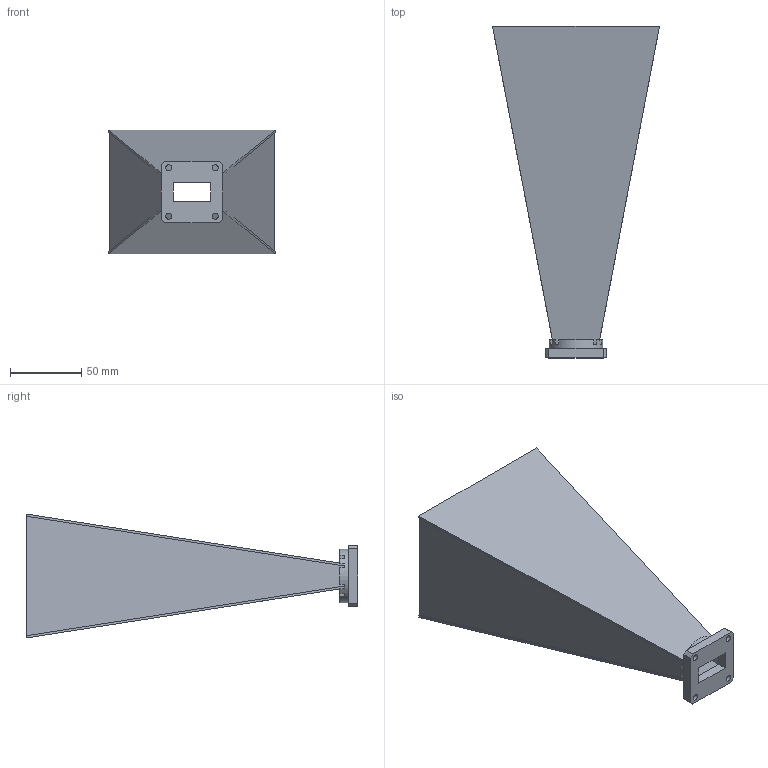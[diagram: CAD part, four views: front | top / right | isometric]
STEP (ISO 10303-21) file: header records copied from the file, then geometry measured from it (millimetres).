
FILE_DESCRIPTION (( 'STEP AP214' ), '1' );
FILE_NAME ('FM9857B-20.STEP', '2021-01-06T15:06:50', ( '' ), ( '' ), 'SwSTEP 2.0', 'SolidWorks 2018', '' );
FILE_SCHEMA (( 'AUTOMOTIVE_DESIGN' ));
Length unit declared in the file: inch
Products named in the file (1): FM9857B-20
Bounding box: 116.84 x 232.16 x 86.68 mm (x, y, z)
Volume: 100633.1 mm3; surface area: 117135.9 mm2
Topology: 1 solids, 1 shells, 71 faces, 191 edges, 122 vertices
Faces by surface type: plane 62, cylinder 9
Full cylindrical faces by diameter (mm): 4.293 x4, 37.694 x1
Entity records: 2216 total; most frequent: CARTESIAN_POINT 402, ORIENTED_EDGE 370, DIRECTION 354, EDGE_CURVE 185, VECTOR 144, LINE 144, VERTEX_POINT 121, AXIS2_PLACEMENT_3D 105
